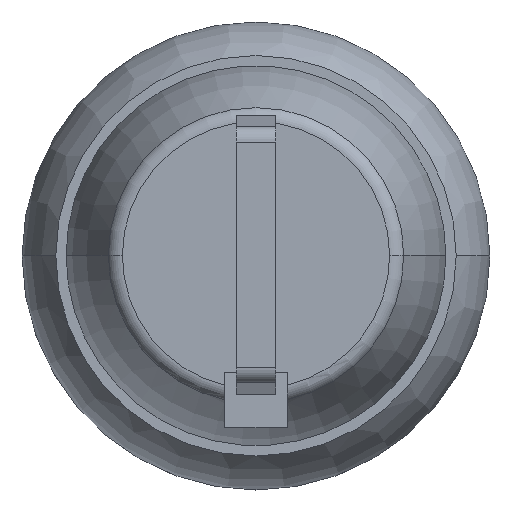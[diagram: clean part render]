
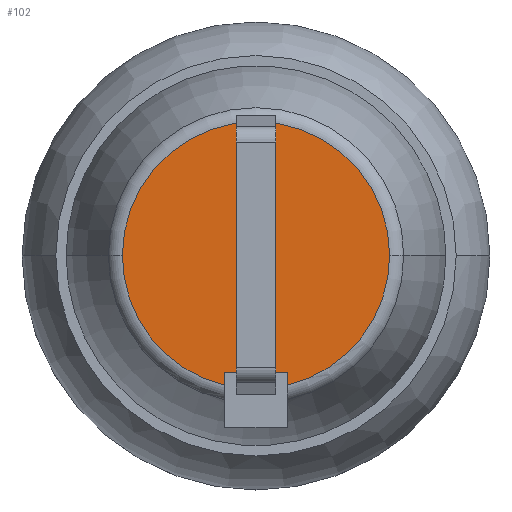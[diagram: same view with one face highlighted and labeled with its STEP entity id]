
A CAD part, top view. The second image highlights one B-rep face of the part: STEP entity #102.
In plain terms, the highlighted planar face has unit normal (0, 0, 1).
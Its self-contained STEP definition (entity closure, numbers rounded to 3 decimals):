
#102=ADVANCED_FACE('',(#222,#223),#224,.T.);
#222=FACE_BOUND('',#390,.T.);
#223=FACE_OUTER_BOUND('',#391,.T.);
#224=PLANE('',#392);
#390=EDGE_LOOP('',(#772,#773,#774,#775));
#391=EDGE_LOOP('',(#776,#777,#778,#779,#780,#781));
#392=AXIS2_PLACEMENT_3D('',#782,#783,#784);
#772=ORIENTED_EDGE('',*,*,#1201,.T.);
#773=ORIENTED_EDGE('',*,*,#1188,.T.);
#774=ORIENTED_EDGE('',*,*,#1204,.T.);
#775=ORIENTED_EDGE('',*,*,#1225,.T.);
#776=ORIENTED_EDGE('',*,*,#1226,.T.);
#777=ORIENTED_EDGE('',*,*,#1242,.T.);
#778=ORIENTED_EDGE('',*,*,#1235,.T.);
#779=ORIENTED_EDGE('',*,*,#1244,.T.);
#780=ORIENTED_EDGE('',*,*,#1164,.T.);
#781=ORIENTED_EDGE('',*,*,#1161,.T.);
#782=CARTESIAN_POINT('',(0.,4.27,-22.2));
#783=DIRECTION('',(0.,-0.0,1.0));
#784=DIRECTION('',(0.0,1.0,0.0));
#1161=EDGE_CURVE('',#1390,#1395,#1397,.T.);
#1164=EDGE_CURVE('',#1399,#1390,#1402,.T.);
#1188=EDGE_CURVE('',#1441,#1442,#1443,.T.);
#1201=EDGE_CURVE('',#1466,#1441,#1467,.T.);
#1204=EDGE_CURVE('',#1442,#1471,#1472,.T.);
#1225=EDGE_CURVE('',#1471,#1466,#1502,.T.);
#1226=EDGE_CURVE('',#1395,#1503,#1504,.T.);
#1235=EDGE_CURVE('',#1519,#1520,#1521,.T.);
#1242=EDGE_CURVE('',#1503,#1519,#1531,.T.);
#1244=EDGE_CURVE('',#1520,#1399,#1533,.T.);
#1390=VERTEX_POINT('',#1745);
#1395=VERTEX_POINT('',#1750);
#1397=CIRCLE('',#1775,8.539);
#1399=VERTEX_POINT('',#1777);
#1402=CIRCLE('',#1780,8.539);
#1441=VERTEX_POINT('',#1829);
#1442=VERTEX_POINT('',#1830);
#1443=LINE('',#1831,#1832);
#1466=VERTEX_POINT('',#1860);
#1467=LINE('',#1861,#1862);
#1471=VERTEX_POINT('',#1868);
#1472=LINE('',#1869,#1870);
#1502=LINE('',#1913,#1914);
#1503=VERTEX_POINT('',#1915);
#1504=LINE('',#1916,#1917);
#1519=VERTEX_POINT('',#1941);
#1520=VERTEX_POINT('',#1942);
#1521=LINE('',#1943,#1944);
#1531=LINE('',#1984,#1985);
#1533=CIRCLE('',#1988,8.539);
#1745=CARTESIAN_POINT('',(-8.539,0.,-22.2));
#1750=CARTESIAN_POINT('',(-2.0,-8.302,-22.2));
#1775=AXIS2_PLACEMENT_3D('',#2255,#2256,#2257);
#1777=CARTESIAN_POINT('',(8.539,0.,-22.2));
#1780=AXIS2_PLACEMENT_3D('',#2264,#2265,#2266);
#1829=CARTESIAN_POINT('',(1.25,4.,-22.2));
#1830=CARTESIAN_POINT('',(1.25,-4.,-22.2));
#1831=CARTESIAN_POINT('',(1.25,3.952,-22.2));
#1832=VECTOR('',#2316,1.0);
#1860=CARTESIAN_POINT('',(-1.25,4.,-22.2));
#1861=CARTESIAN_POINT('',(0.625,4.,-22.2));
#1862=VECTOR('',#2343,1.0);
#1868=CARTESIAN_POINT('',(-1.25,-4.,-22.2));
#1869=CARTESIAN_POINT('',(-0.625,-4.,-22.2));
#1870=VECTOR('',#2346,1.0);
#1913=CARTESIAN_POINT('',(-1.25,3.952,-22.2));
#1914=VECTOR('',#2381,1.0);
#1915=CARTESIAN_POINT('',(-2.0,-7.5,-22.2));
#1916=CARTESIAN_POINT('',(-2.0,-2.49,-22.2));
#1917=VECTOR('',#2382,1.0);
#1941=CARTESIAN_POINT('',(2.0,-7.5,-22.2));
#1942=CARTESIAN_POINT('',(2.0,-8.302,-22.2));
#1943=CARTESIAN_POINT('',(2.0,-2.49,-22.2));
#1944=VECTOR('',#2392,1.0);
#1984=CARTESIAN_POINT('',(0.,-7.5,-22.2));
#1985=VECTOR('',#2397,1.0);
#1988=AXIS2_PLACEMENT_3D('',#2399,#2400,#2401);
#2255=CARTESIAN_POINT('',(0.,0.0,-22.2));
#2256=DIRECTION('',(0.,-0.0,1.0));
#2257=DIRECTION('',(0.0,1.0,0.0));
#2264=CARTESIAN_POINT('',(0.,0.0,-22.2));
#2265=DIRECTION('',(0.,-0.0,1.0));
#2266=DIRECTION('',(0.0,1.0,0.0));
#2316=DIRECTION('',(0.0,-1.0,0.0));
#2343=DIRECTION('',(1.0,0.0,0.));
#2346=DIRECTION('',(-1.0,0.,0.));
#2381=DIRECTION('',(0.0,1.0,0.0));
#2382=DIRECTION('',(0.0,1.0,0.0));
#2392=DIRECTION('',(0.0,-1.0,0.0));
#2397=DIRECTION('',(1.0,0.0,0.));
#2399=CARTESIAN_POINT('',(0.,0.0,-22.2));
#2400=DIRECTION('',(0.,-0.0,1.0));
#2401=DIRECTION('',(0.0,1.0,0.0));
